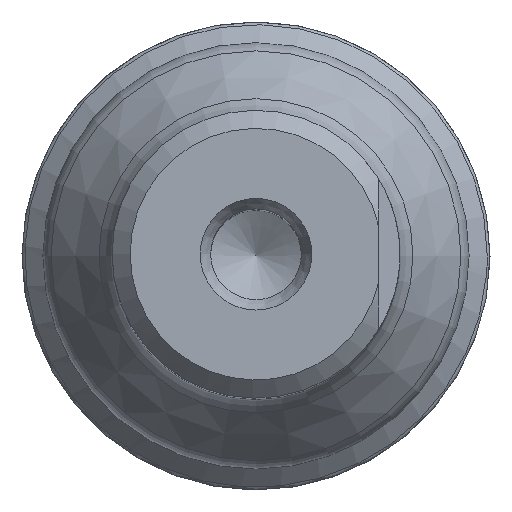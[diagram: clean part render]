
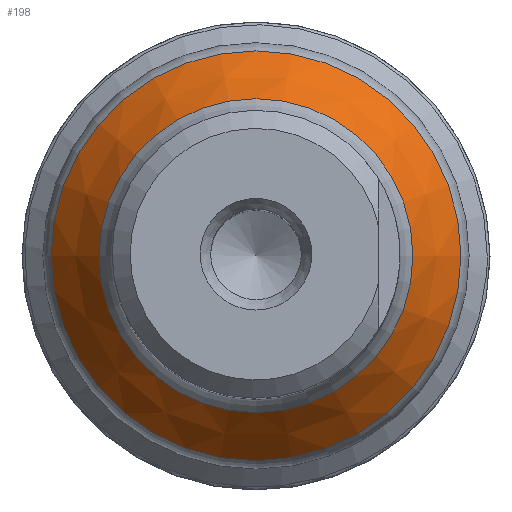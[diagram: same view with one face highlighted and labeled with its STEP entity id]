
A CAD part, top view. The second image highlights one B-rep face of the part: STEP entity #198.
In plain terms, the highlighted conical face has half-angle 35 degrees and reference radius 15.5 mm.
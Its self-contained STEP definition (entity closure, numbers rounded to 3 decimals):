
#136=CONICAL_SURFACE('',#874,15.5,35.);
#198=ADVANCED_FACE('',(#320,#321),#136,.T.);
#320=FACE_BOUND('',#389,.T.);
#321=FACE_BOUND('',#390,.T.);
#389=EDGE_LOOP('',(#464));
#390=EDGE_LOOP('',(#465));
#464=ORIENTED_EDGE('',*,*,#588,.T.);
#465=ORIENTED_EDGE('',*,*,#589,.T.);
#544=VERTEX_POINT('',#1196);
#545=VERTEX_POINT('',#1198);
#588=EDGE_CURVE('',#544,#544,#636,.T.);
#589=EDGE_CURVE('',#545,#545,#637,.T.);
#636=CIRCLE('',#872,22.596);
#637=CIRCLE('',#873,17.308);
#872=AXIS2_PLACEMENT_3D('',#1195,#1012,#1013);
#873=AXIS2_PLACEMENT_3D('',#1197,#1014,#1015);
#874=AXIS2_PLACEMENT_3D('',#1199,#1016,#1017);
#1012=DIRECTION('',(0.,0.,1.));
#1013=DIRECTION('',(1.,0.,0.));
#1014=DIRECTION('',(0.,0.,-1.));
#1015=DIRECTION('',(-1.,0.,0.));
#1016=DIRECTION('',(0.,0.,-1.));
#1017=DIRECTION('',(-1.,0.,0.));
#1195=CARTESIAN_POINT('',(0.,0.,-25.134));
#1196=CARTESIAN_POINT('',(22.596,0.,-25.134));
#1197=CARTESIAN_POINT('',(0.,0.,-17.583));
#1198=CARTESIAN_POINT('',(-17.308,0.,-17.583));
#1199=CARTESIAN_POINT('',(0.,0.,-15.));
